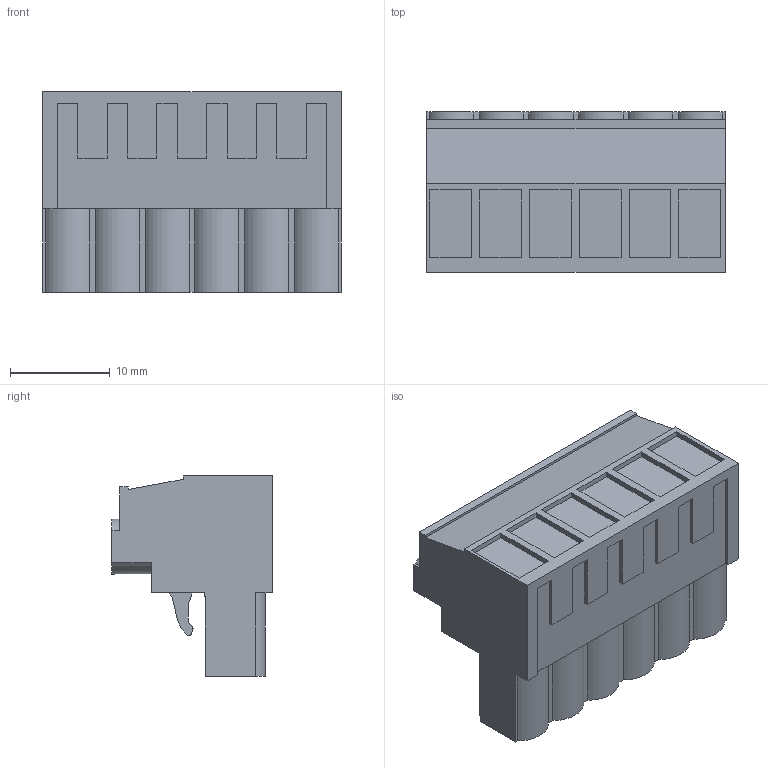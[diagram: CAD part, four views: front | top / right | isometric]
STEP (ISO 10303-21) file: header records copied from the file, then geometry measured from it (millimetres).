
FILE_DESCRIPTION(('CATIA V5 STEP Exchange','CAx-IF Rec.Pracs.--- Model Styling and Organization---1.2---2011-12-15'),'2;1');
FILE_NAME ('D1460309_0_1954450000_1954450000.stp','2017-05-25T06:36:52+00:00',('none'),('Weidmueller'),'CATIA Version 5-6 Release 2014','CATIA V5 STEP AP214','none');
FILE_SCHEMA(('AUTOMOTIVE_DESIGN { 1 0 10303 214 1 1 1 1 }'));
Length unit declared in the file: millimetre
Products named in the file (1): 1954450000
Bounding box: 30 x 16.1 x 20.1 mm (x, y, z)
Volume: 5985.5 mm3; surface area: 3504.8 mm2
Topology: 7 solids, 7 shells, 408 faces, 1156 edges, 786 vertices
Faces by surface type: plane 334, cylinder 74
Entity records: 12582 total; most frequent: CARTESIAN_POINT 2399, ORIENTED_EDGE 2312, DIRECTION 1724, EDGE_CURVE 1156, VECTOR 972, LINE 972, VERTEX_POINT 786, AXIS2_PLACEMENT_3D 458
